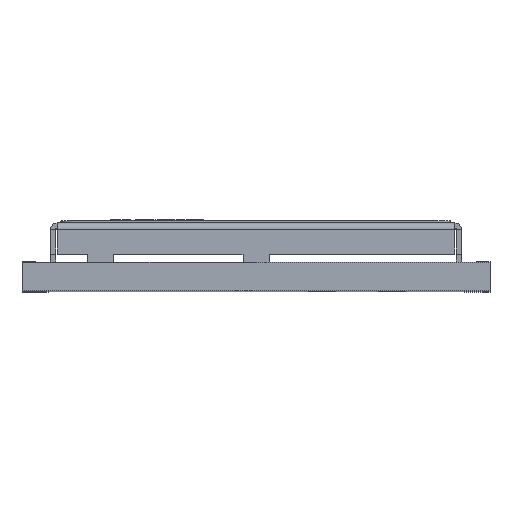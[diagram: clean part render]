
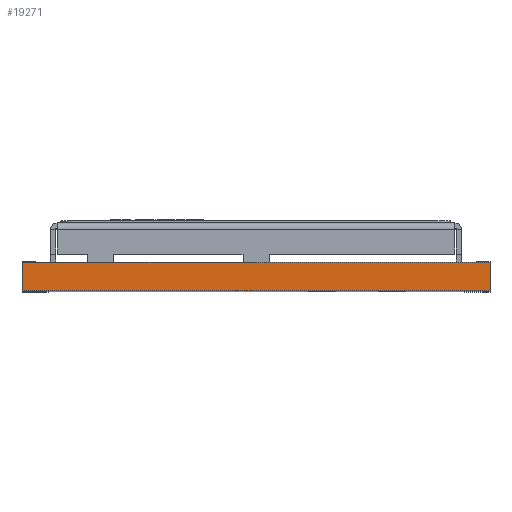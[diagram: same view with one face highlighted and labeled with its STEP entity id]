
A CAD part, top view. The second image highlights one B-rep face of the part: STEP entity #19271.
In plain terms, the highlighted planar face has unit normal (0, 0, 1).
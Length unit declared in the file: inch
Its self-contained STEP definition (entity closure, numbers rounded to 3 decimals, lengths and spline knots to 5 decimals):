
#1313 = DIRECTION ( 'NONE',  ( 0., 0., -1. ) ) ;
#3305 = LINE ( 'NONE', #26217, #17330 ) ;
#5383 = CARTESIAN_POINT ( 'NONE',  ( 0.35433, 0.0435, 0.3937 ) ) ;
#8134 = EDGE_CURVE ( 'NONE', #35499, #14006, #27361, .T. ) ;
#8515 = EDGE_CURVE ( 'NONE', #10928, #35499, #35585, .T. ) ;
#10282 = EDGE_CURVE ( 'NONE', #10928, #52181, #3305, .T. ) ;
#10928 = VERTEX_POINT ( 'NONE', #44961 ) ;
#13006 = CARTESIAN_POINT ( 'NONE',  ( -0.35433, 0., 0.3937 ) ) ;
#14006 = VERTEX_POINT ( 'NONE', #15598 ) ;
#15399 = CARTESIAN_POINT ( 'NONE',  ( -0.35433, 0.0435, 0.3937 ) ) ;
#15598 = CARTESIAN_POINT ( 'NONE',  ( 0.35433, 0., 0.3937 ) ) ;
#16088 = ORIENTED_EDGE ( 'NONE', *, *, #8515, .F. ) ;
#17330 = VECTOR ( 'NONE', #32238, 39.37008 ) ;
#17716 = VECTOR ( 'NONE', #19822, 39.37008 ) ;
#19271 = ADVANCED_FACE ( 'NONE', ( #51647 ), #33588, .F. ) ;
#19279 = ORIENTED_EDGE ( 'NONE', *, *, #44050, .T. ) ;
#19822 = DIRECTION ( 'NONE',  ( 1., 0., 0. ) ) ;
#20934 = AXIS2_PLACEMENT_3D ( 'NONE', #37699, #1313, #34127 ) ;
#22016 = DIRECTION ( 'NONE',  ( 0., -1., 0. ) ) ;
#23468 = VECTOR ( 'NONE', #46923, 39.37008 ) ;
#24361 = ORIENTED_EDGE ( 'NONE', *, *, #8134, .F. ) ;
#26217 = CARTESIAN_POINT ( 'NONE',  ( -0.35433, 0.0435, 0.3937 ) ) ;
#27361 = LINE ( 'NONE', #5383, #31188 ) ;
#31188 = VECTOR ( 'NONE', #22016, 39.37008 ) ;
#32238 = DIRECTION ( 'NONE',  ( 0., -1., 0. ) ) ;
#33098 = ORIENTED_EDGE ( 'NONE', *, *, #10282, .T. ) ;
#33588 = PLANE ( 'NONE',  #20934 ) ;
#34127 = DIRECTION ( 'NONE',  ( -1., 0., 0. ) ) ;
#35499 = VERTEX_POINT ( 'NONE', #50426 ) ;
#35585 = LINE ( 'NONE', #15399, #17716 ) ;
#37699 = CARTESIAN_POINT ( 'NONE',  ( -0.35433, 0.0435, 0.3937 ) ) ;
#44050 = EDGE_CURVE ( 'NONE', #52181, #14006, #51495, .T. ) ;
#44961 = CARTESIAN_POINT ( 'NONE',  ( -0.35433, 0.0435, 0.3937 ) ) ;
#46408 = CARTESIAN_POINT ( 'NONE',  ( -0.35433, 0., 0.3937 ) ) ;
#46923 = DIRECTION ( 'NONE',  ( 1., 0., 0. ) ) ;
#48656 = EDGE_LOOP ( 'NONE', ( #19279, #24361, #16088, #33098 ) ) ;
#50426 = CARTESIAN_POINT ( 'NONE',  ( 0.35433, 0.0435, 0.3937 ) ) ;
#51495 = LINE ( 'NONE', #46408, #23468 ) ;
#51647 = FACE_OUTER_BOUND ( 'NONE', #48656, .T. ) ;
#52181 = VERTEX_POINT ( 'NONE', #13006 ) ;
